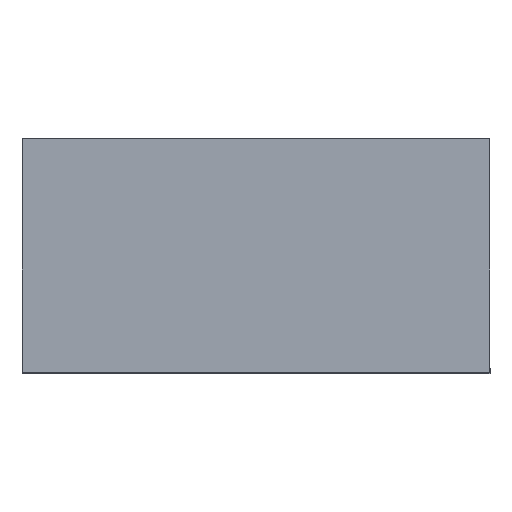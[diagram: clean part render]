
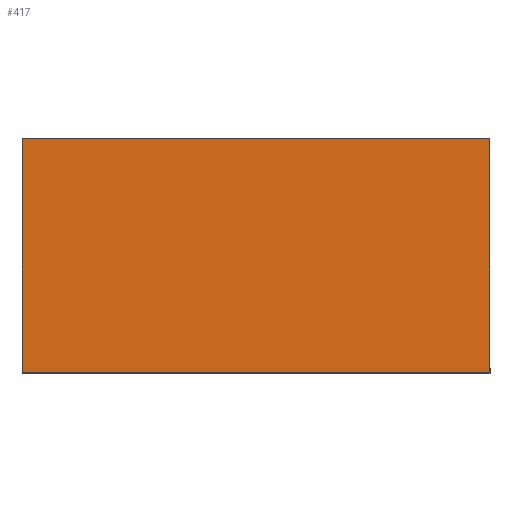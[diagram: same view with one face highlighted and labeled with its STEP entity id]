
A CAD part, left-side view. The second image highlights one B-rep face of the part: STEP entity #417.
In plain terms, the highlighted face is planar.
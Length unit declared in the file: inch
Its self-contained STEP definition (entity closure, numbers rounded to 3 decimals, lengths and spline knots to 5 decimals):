
#33 = LINE ( 'NONE', #2211, #1094 ) ;
#43 = ORIENTED_EDGE ( 'NONE', *, *, #1935, .F. ) ;
#119 = EDGE_CURVE ( 'NONE', #380, #633, #2378, .T. ) ;
#249 = ORIENTED_EDGE ( 'NONE', *, *, #1908, .F. ) ;
#380 = VERTEX_POINT ( 'NONE', #882 ) ;
#417 = ADVANCED_FACE ( 'NONE', ( #853 ), #799, .F. ) ;
#445 = EDGE_CURVE ( 'NONE', #633, #1048, #484, .T. ) ;
#471 = VERTEX_POINT ( 'NONE', #1463 ) ;
#484 = LINE ( 'NONE', #1958, #969 ) ;
#541 = VECTOR ( 'NONE', #1679, 39.37008 ) ;
#573 = VECTOR ( 'NONE', #1798, 39.37008 ) ;
#633 = VERTEX_POINT ( 'NONE', #694 ) ;
#644 = AXIS2_PLACEMENT_3D ( 'NONE', #1560, #654, #2292 ) ;
#651 = ORIENTED_EDGE ( 'NONE', *, *, #445, .F. ) ;
#654 = DIRECTION ( 'NONE',  ( 0., 0., 1. ) ) ;
#694 = CARTESIAN_POINT ( 'NONE',  ( -24., -48., -0.115 ) ) ;
#705 = CARTESIAN_POINT ( 'NONE',  ( -24., 48., -0.115 ) ) ;
#799 = PLANE ( 'NONE',  #644 ) ;
#824 = ORIENTED_EDGE ( 'NONE', *, *, #119, .F. ) ;
#853 = FACE_OUTER_BOUND ( 'NONE', #1807, .T. ) ;
#882 = CARTESIAN_POINT ( 'NONE',  ( -24., 48., -0.115 ) ) ;
#969 = VECTOR ( 'NONE', #1378, 39.37008 ) ;
#1048 = VERTEX_POINT ( 'NONE', #2318 ) ;
#1094 = VECTOR ( 'NONE', #1160, 39.37008 ) ;
#1160 = DIRECTION ( 'NONE',  ( -1., 0., 0. ) ) ;
#1378 = DIRECTION ( 'NONE',  ( 1., 0., 0. ) ) ;
#1463 = CARTESIAN_POINT ( 'NONE',  ( 24., 48., -0.115 ) ) ;
#1499 = LINE ( 'NONE', #2399, #541 ) ;
#1560 = CARTESIAN_POINT ( 'NONE',  ( 0., 0., -0.115 ) ) ;
#1679 = DIRECTION ( 'NONE',  ( 0., 1., 0. ) ) ;
#1798 = DIRECTION ( 'NONE',  ( 0., -1., 0. ) ) ;
#1807 = EDGE_LOOP ( 'NONE', ( #824, #249, #43, #651 ) ) ;
#1908 = EDGE_CURVE ( 'NONE', #471, #380, #33, .T. ) ;
#1935 = EDGE_CURVE ( 'NONE', #1048, #471, #1499, .T. ) ;
#1958 = CARTESIAN_POINT ( 'NONE',  ( -24., -48., -0.115 ) ) ;
#2211 = CARTESIAN_POINT ( 'NONE',  ( -24., 48., -0.115 ) ) ;
#2292 = DIRECTION ( 'NONE',  ( 1., 0., 0. ) ) ;
#2318 = CARTESIAN_POINT ( 'NONE',  ( 24., -48., -0.115 ) ) ;
#2378 = LINE ( 'NONE', #705, #573 ) ;
#2399 = CARTESIAN_POINT ( 'NONE',  ( 24., 48., -0.115 ) ) ;
